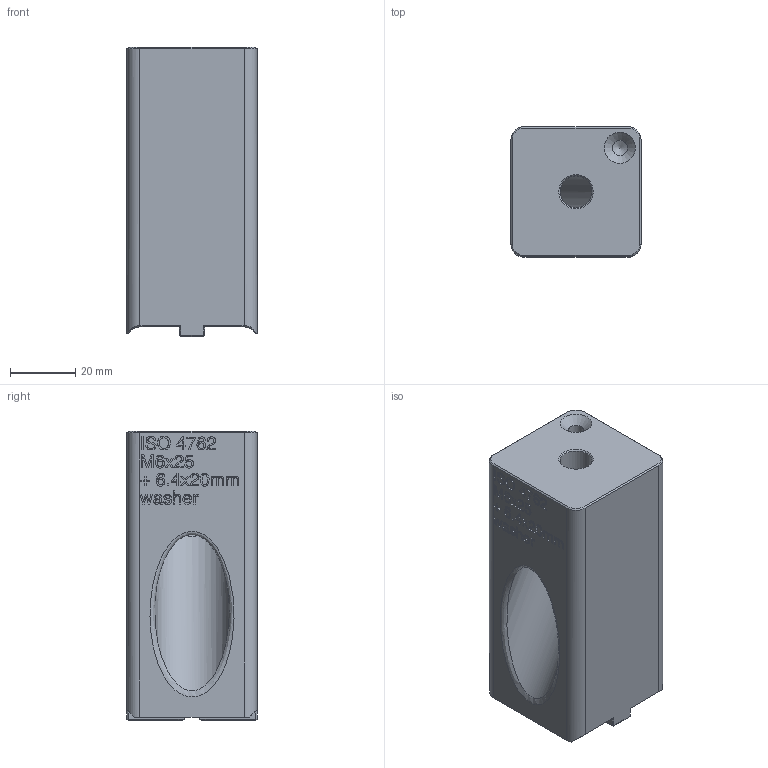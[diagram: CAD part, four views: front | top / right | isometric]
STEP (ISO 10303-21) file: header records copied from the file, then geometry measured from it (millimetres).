
FILE_DESCRIPTION(/* description */ (''),/* implementation_level */ '2;1');
FILE_NAME(/* name */ 'Spacers v3.step',/* time_stamp */ '2024-01-19T23:50:18+01:00',/* author */ (''),/* organization */ (''),/* preprocessor_version */ 'ST-DEVELOPER v20',/* originating_system */ 'Autodesk Translation Framework v12.14.0.127',/* authorisation */ '');
FILE_SCHEMA (('AUTOMOTIVE_DESIGN { 1 0 10303 214 3 1 1 }'));
Length unit declared in the file: millimetre
Products named in the file (1): Spacers
Bounding box: 40 x 40 x 89 mm (x, y, z)
Volume: 103044.5 mm3; surface area: 24051.5 mm2
Topology: 1 solids, 1 shells, 915 faces, 2521 edges, 1661 vertices
Faces by surface type: bspline 522, plane 363, cone 14, cylinder 14, torus 2
Full cylindrical faces by diameter (mm): 4.7 x2, 8.8 x1, 9.8 x1, 16.8 x1, 23 x2
Entity records: 34417 total; most frequent: CARTESIAN_POINT 14720, ORIENTED_EDGE 5038, EDGE_CURVE 2519, DIRECTION 2295, VERTEX_POINT 1661, LINE 1413, VECTOR 1413, B_SPLINE_CURVE_WITH_KNOTS 1055
